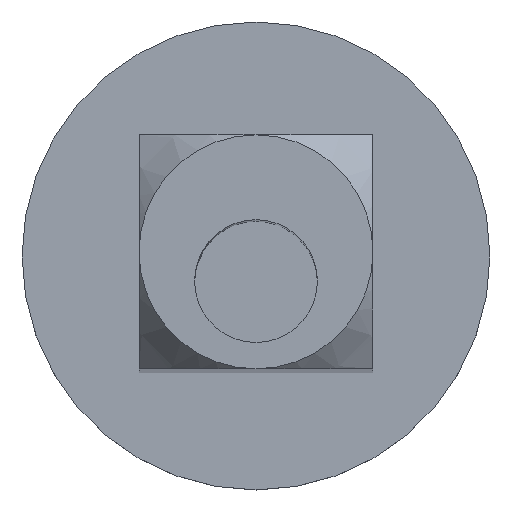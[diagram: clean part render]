
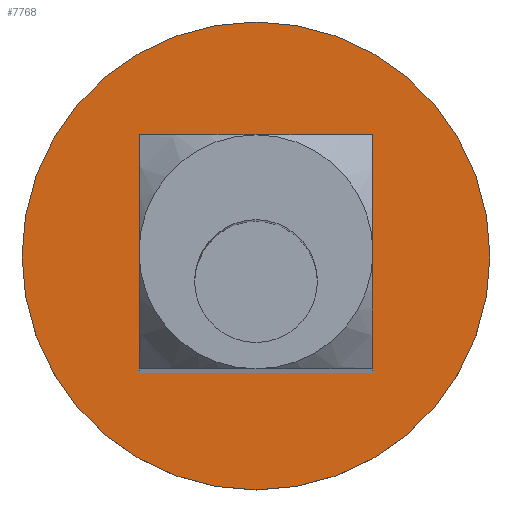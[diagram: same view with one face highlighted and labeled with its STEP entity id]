
A CAD part, top view. The second image highlights one B-rep face of the part: STEP entity #7768.
In plain terms, the highlighted planar face has unit normal (0, 0, 1).
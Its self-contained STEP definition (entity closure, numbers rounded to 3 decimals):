
#45 = PLANE ( 'NONE',  #7423 ) ;
#342 = VECTOR ( 'NONE', #4405, 1000. ) ;
#440 = DIRECTION ( 'NONE',  ( 0., 0., -1. ) ) ;
#546 = AXIS2_PLACEMENT_3D ( 'NONE', #3514, #440, #5885 ) ;
#790 = LINE ( 'NONE', #4155, #9092 ) ;
#1048 = DIRECTION ( 'NONE',  ( -1., 0., 0. ) ) ;
#1130 = EDGE_CURVE ( 'NONE', #2418, #6751, #6816, .T. ) ;
#1342 = FACE_BOUND ( 'NONE', #9919, .T. ) ;
#1685 = VERTEX_POINT ( 'NONE', #1885 ) ;
#1853 = ORIENTED_EDGE ( 'NONE', *, *, #2691, .F. ) ;
#1885 = CARTESIAN_POINT ( 'NONE',  ( 4., 4., -40. ) ) ;
#1990 = CARTESIAN_POINT ( 'NONE',  ( -4., 4., -40. ) ) ;
#2418 = VERTEX_POINT ( 'NONE', #3998 ) ;
#2691 = EDGE_CURVE ( 'NONE', #7459, #7459, #3929, .T. ) ;
#3154 = CARTESIAN_POINT ( 'NONE',  ( -8., 0., -40. ) ) ;
#3329 = VECTOR ( 'NONE', #7552, 1000. ) ;
#3405 = LINE ( 'NONE', #9170, #342 ) ;
#3514 = CARTESIAN_POINT ( 'NONE',  ( 0., 0., -40. ) ) ;
#3684 = VERTEX_POINT ( 'NONE', #4229 ) ;
#3812 = EDGE_CURVE ( 'NONE', #3684, #1685, #6051, .T. ) ;
#3929 = CIRCLE ( 'NONE', #546, 8. ) ;
#3936 = DIRECTION ( 'NONE',  ( 0., 0., -1. ) ) ;
#3998 = CARTESIAN_POINT ( 'NONE',  ( -4., 4., -40. ) ) ;
#4155 = CARTESIAN_POINT ( 'NONE',  ( -4., 4., -40. ) ) ;
#4229 = CARTESIAN_POINT ( 'NONE',  ( 4., -4., -40. ) ) ;
#4405 = DIRECTION ( 'NONE',  ( 1., 0., 0. ) ) ;
#5189 = DIRECTION ( 'NONE',  ( 0., 1., 0. ) ) ;
#5527 = CARTESIAN_POINT ( 'NONE',  ( -4., -4., -40. ) ) ;
#5654 = CARTESIAN_POINT ( 'NONE',  ( 0., 0., -40. ) ) ;
#5885 = DIRECTION ( 'NONE',  ( -1., 0., 0. ) ) ;
#6051 = LINE ( 'NONE', #9760, #7784 ) ;
#6134 = FACE_OUTER_BOUND ( 'NONE', #6518, .T. ) ;
#6518 = EDGE_LOOP ( 'NONE', ( #1853 ) ) ;
#6600 = EDGE_CURVE ( 'NONE', #6751, #3684, #3405, .T. ) ;
#6700 = ORIENTED_EDGE ( 'NONE', *, *, #1130, .F. ) ;
#6751 = VERTEX_POINT ( 'NONE', #5527 ) ;
#6816 = LINE ( 'NONE', #1990, #3329 ) ;
#7098 = DIRECTION ( 'NONE',  ( -1., 0., 0. ) ) ;
#7109 = ORIENTED_EDGE ( 'NONE', *, *, #9442, .F. ) ;
#7423 = AXIS2_PLACEMENT_3D ( 'NONE', #5654, #3936, #7098 ) ;
#7459 = VERTEX_POINT ( 'NONE', #3154 ) ;
#7552 = DIRECTION ( 'NONE',  ( 0., -1., 0. ) ) ;
#7768 = ADVANCED_FACE ( 'NONE', ( #6134, #1342 ), #45, .F. ) ;
#7784 = VECTOR ( 'NONE', #5189, 1000. ) ;
#7798 = ORIENTED_EDGE ( 'NONE', *, *, #3812, .F. ) ;
#8093 = ORIENTED_EDGE ( 'NONE', *, *, #6600, .F. ) ;
#9092 = VECTOR ( 'NONE', #1048, 1000. ) ;
#9170 = CARTESIAN_POINT ( 'NONE',  ( -4., -4., -40. ) ) ;
#9442 = EDGE_CURVE ( 'NONE', #1685, #2418, #790, .T. ) ;
#9760 = CARTESIAN_POINT ( 'NONE',  ( 4., 4., -40. ) ) ;
#9919 = EDGE_LOOP ( 'NONE', ( #7109, #7798, #8093, #6700 ) ) ;
